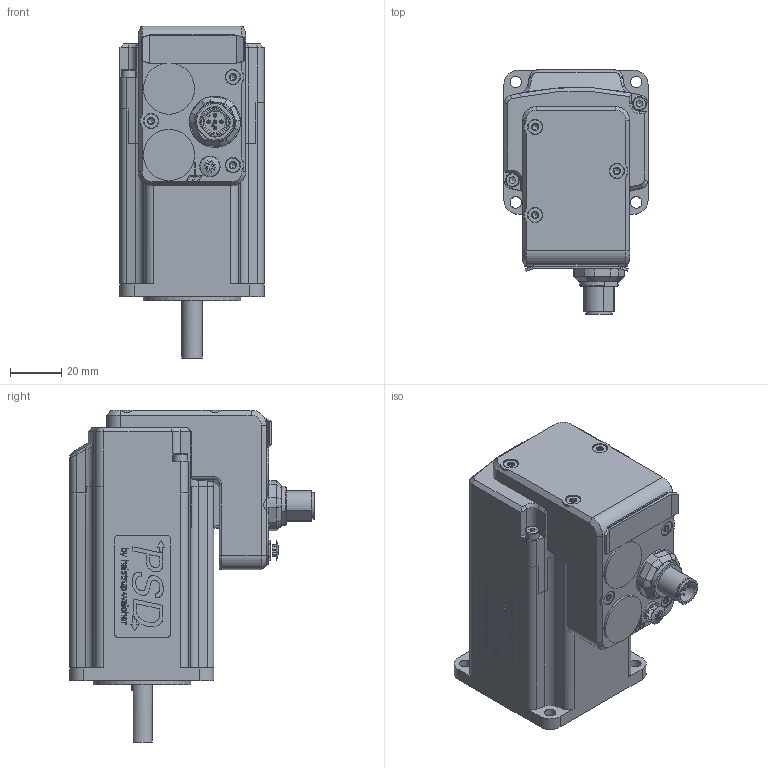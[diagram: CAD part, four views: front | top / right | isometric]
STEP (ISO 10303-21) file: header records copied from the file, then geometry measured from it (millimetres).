
FILE_DESCRIPTION(/* description */ (''),/* implementation_level */ '2;1');
FILE_NAME(/* name */ '7300.014603B.stp',/* time_stamp */ '2019-04-18T09:45:59+02:00',/* author */ ('mzabek'),/* organization */ (''),/* preprocessor_version */ 'ST-DEVELOPER v17',/* originating_system */ 'Autodesk Inventor 2018',/* authorisation */ '');
FILE_SCHEMA (('AUTOMOTIVE_DESIGN { 1 0 10303 214 3 1 1 }'));
Products named in the file (1): ENG-102378
Bounding box: 56.8 x 95.81 x 130 mm (x, y, z)
Volume: 347594 mm3; surface area: 36056.2 mm2
Topology: 4 solids, 4 shells, 1591 faces, 4354 edges, 2865 vertices
Faces by surface type: plane 782, bspline 484, cylinder 215, cone 86, sphere 14, torus 10
Full cylindrical faces by diameter (mm): 0.6 x3, 0.8 x5, 1 x3, 1.4 x4, 4.5 x4, 5.5 x2, 5.6 x6, 6 x6, 8 x2, 8.3 x1, 10.4 x1, 20 x2, 38.1 x1
Entity records: 57248 total; most frequent: CARTESIAN_POINT 18686, ORIENTED_EDGE 8666, DIRECTION 5899, EDGE_CURVE 4333, VERTEX_POINT 2865, LINE 2445, VECTOR 2445, AXIS2_PLACEMENT_3D 1727
